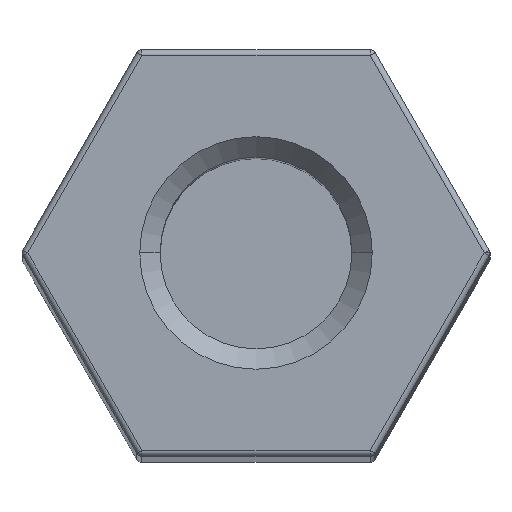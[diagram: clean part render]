
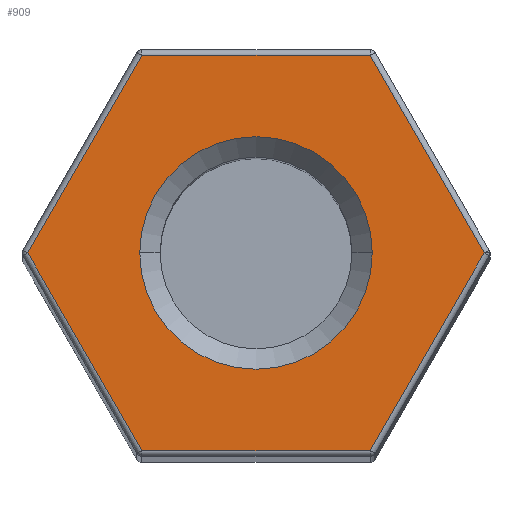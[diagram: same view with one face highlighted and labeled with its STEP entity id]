
A CAD part, top view. The second image highlights one B-rep face of the part: STEP entity #909.
In plain terms, the highlighted planar face has unit normal (0, 0, 1).
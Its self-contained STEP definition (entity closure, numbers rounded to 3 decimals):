
#3 = CARTESIAN_POINT ( 'NONE',  ( -2.021, 3.4, 60. ) ) ;
#8 = DIRECTION ( 'NONE',  ( 1., 0., 0. ) ) ;
#73 = VECTOR ( 'NONE', #1305, 1000. ) ;
#87 = CARTESIAN_POINT ( 'NONE',  ( 1.963, -3.4, 60. ) ) ;
#110 = LINE ( 'NONE', #223, #73 ) ;
#140 = ORIENTED_EDGE ( 'NONE', *, *, #1044, .T. ) ;
#147 = VECTOR ( 'NONE', #1299, 1000. ) ;
#154 = CARTESIAN_POINT ( 'NONE',  ( 4.041, 0., 60. ) ) ;
#223 = CARTESIAN_POINT ( 'NONE',  ( 3.955, 0.05, 60. ) ) ;
#225 = VERTEX_POINT ( 'NONE', #559 ) ;
#226 = CARTESIAN_POINT ( 'NONE',  ( -1.963, 3.4, 60. ) ) ;
#238 = ORIENTED_EDGE ( 'NONE', *, *, #1068, .T. ) ;
#247 = CIRCLE ( 'NONE', #481, 2. ) ;
#251 = VERTEX_POINT ( 'NONE', #487 ) ;
#303 = ORIENTED_EDGE ( 'NONE', *, *, #1009, .T. ) ;
#317 = EDGE_LOOP ( 'NONE', ( #303, #605 ) ) ;
#325 = CARTESIAN_POINT ( 'NONE',  ( 1.934, 3.45, 60. ) ) ;
#337 = CARTESIAN_POINT ( 'NONE',  ( -2., 0., 60. ) ) ;
#391 = VERTEX_POINT ( 'NONE', #337 ) ;
#399 = VECTOR ( 'NONE', #556, 1000. ) ;
#428 = ORIENTED_EDGE ( 'NONE', *, *, #1055, .T. ) ;
#430 = DIRECTION ( 'NONE',  ( 0., 0., -1. ) ) ;
#438 = CARTESIAN_POINT ( 'NONE',  ( -1.934, -3.45, 60. ) ) ;
#439 = LINE ( 'NONE', #438, #399 ) ;
#453 = CARTESIAN_POINT ( 'NONE',  ( 0., 0., 60. ) ) ;
#455 = AXIS2_PLACEMENT_3D ( 'NONE', #453, #1211, #562 ) ;
#478 = VERTEX_POINT ( 'NONE', #226 ) ;
#479 = PLANE ( 'NONE',  #576 ) ;
#481 = AXIS2_PLACEMENT_3D ( 'NONE', #1099, #430, #1192 ) ;
#485 = DIRECTION ( 'NONE',  ( 0., 0., 1. ) ) ;
#487 = CARTESIAN_POINT ( 'NONE',  ( -1.963, -3.4, 60. ) ) ;
#556 = DIRECTION ( 'NONE',  ( 0.5, -0.866, 0. ) ) ;
#559 = CARTESIAN_POINT ( 'NONE',  ( 3.926, 0., 60. ) ) ;
#562 = DIRECTION ( 'NONE',  ( 1., 0., 0. ) ) ;
#573 = ORIENTED_EDGE ( 'NONE', *, *, #1079, .T. ) ;
#576 = AXIS2_PLACEMENT_3D ( 'NONE', #154, #485, #1244 ) ;
#605 = ORIENTED_EDGE ( 'NONE', *, *, #1084, .T. ) ;
#676 = VERTEX_POINT ( 'NONE', #1352 ) ;
#711 = LINE ( 'NONE', #919, #1238 ) ;
#761 = VERTEX_POINT ( 'NONE', #87 ) ;
#779 = ORIENTED_EDGE ( 'NONE', *, *, #1064, .T. ) ;
#805 = DIRECTION ( 'NONE',  ( -0.5, 0.866, 0. ) ) ;
#890 = FACE_BOUND ( 'NONE', #317, .T. ) ;
#893 = ORIENTED_EDGE ( 'NONE', *, *, #1082, .T. ) ;
#909 = ADVANCED_FACE ( 'NONE', ( #1177, #890 ), #479, .T. ) ;
#919 = CARTESIAN_POINT ( 'NONE',  ( 2.021, -3.4, 60. ) ) ;
#957 = VECTOR ( 'NONE', #805, 1000. ) ;
#983 = LINE ( 'NONE', #325, #957 ) ;
#1009 = EDGE_CURVE ( 'NONE', #676, #391, #247, .T. ) ;
#1041 = LINE ( 'NONE', #1200, #147 ) ;
#1044 = EDGE_CURVE ( 'NONE', #1048, #478, #1069, .T. ) ;
#1048 = VERTEX_POINT ( 'NONE', #1108 ) ;
#1050 = CARTESIAN_POINT ( 'NONE',  ( -3.926, 0., 60. ) ) ;
#1055 = EDGE_CURVE ( 'NONE', #478, #1215, #1041, .T. ) ;
#1064 = EDGE_CURVE ( 'NONE', #1215, #251, #439, .T. ) ;
#1068 = EDGE_CURVE ( 'NONE', #251, #761, #711, .T. ) ;
#1069 = LINE ( 'NONE', #3, #1297 ) ;
#1079 = EDGE_CURVE ( 'NONE', #761, #225, #110, .T. ) ;
#1082 = EDGE_CURVE ( 'NONE', #225, #1048, #983, .T. ) ;
#1084 = EDGE_CURVE ( 'NONE', #391, #676, #1204, .T. ) ;
#1099 = CARTESIAN_POINT ( 'NONE',  ( 0., 0., 60. ) ) ;
#1102 = DIRECTION ( 'NONE',  ( -1., 0., 0. ) ) ;
#1108 = CARTESIAN_POINT ( 'NONE',  ( 1.963, 3.4, 60. ) ) ;
#1165 = EDGE_LOOP ( 'NONE', ( #140, #428, #779, #238, #573, #893 ) ) ;
#1177 = FACE_OUTER_BOUND ( 'NONE', #1165, .T. ) ;
#1192 = DIRECTION ( 'NONE',  ( 1., 0., 0. ) ) ;
#1200 = CARTESIAN_POINT ( 'NONE',  ( -3.955, -0.05, 60. ) ) ;
#1204 = CIRCLE ( 'NONE', #455, 2. ) ;
#1211 = DIRECTION ( 'NONE',  ( 0., 0., -1. ) ) ;
#1215 = VERTEX_POINT ( 'NONE', #1050 ) ;
#1238 = VECTOR ( 'NONE', #8, 1000. ) ;
#1244 = DIRECTION ( 'NONE',  ( 1., 0., 0. ) ) ;
#1297 = VECTOR ( 'NONE', #1102, 1000. ) ;
#1299 = DIRECTION ( 'NONE',  ( -0.5, -0.866, 0. ) ) ;
#1305 = DIRECTION ( 'NONE',  ( 0.5, 0.866, 0. ) ) ;
#1352 = CARTESIAN_POINT ( 'NONE',  ( 2., 0., 60. ) ) ;
